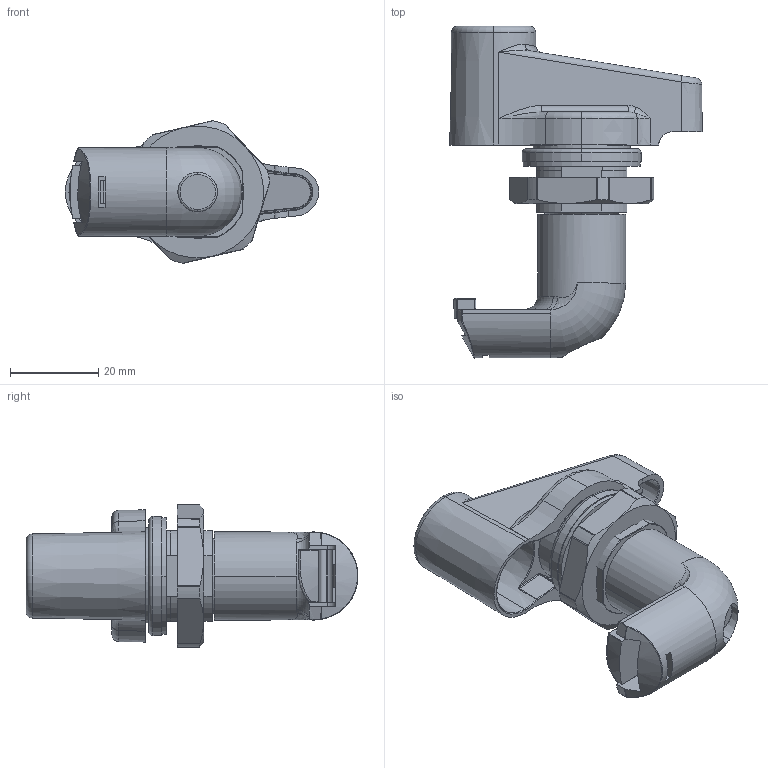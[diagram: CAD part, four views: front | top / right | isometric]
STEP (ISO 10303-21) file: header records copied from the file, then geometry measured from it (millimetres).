
FILE_DESCRIPTION (( 'STEP AP214' ), '1' );
FILE_NAME ('21620001.STEP', '2008-12-05T08:53:34', ( ' ' ), ( '' ), 'SwSTEP 2.0', 'SolidWorks 2008', '' );
FILE_SCHEMA (( 'AUTOMOTIVE_DESIGN' ));
Length unit declared in the file: millimetre
Products named in the file (13): 94408_Standard; 93034_Standard; 83054_Standard; 94078_Standard; 94400_Standard; 94407_Standard; 82204_Standard; 94402_Standard; 82171_Standard; 84206_Standard; 94405_Standard; 21620001
Assembly tree (12 placements, depth 3):
  21620001
    83054_Standard
    94407_Standard
    82171_Standard
    94402_Standard
    94400_Standard
    94405_Standard
      94405_Standard
      84206_Standard
    82204_Standard
    93034_Standard
    94408_Standard
    94078_Standard
Bounding box: 57.43 x 75.3 x 32.36 mm (x, y, z)
Volume: 31418.7 mm3; surface area: 23324.2 mm2
Topology: 11 solids, 11 shells, 1108 faces, 3036 edges, 1944 vertices
Faces by surface type: plane 548, cylinder 335, bspline 94, torus 80, cone 41, sphere 10
Entity records: 38167 total; most frequent: CARTESIAN_POINT 9799, ORIENTED_EDGE 6030, DIRECTION 5709, EDGE_CURVE 3015, VERTEX_POINT 1944, AXIS2_PLACEMENT_3D 1941, VECTOR 1827, LINE 1827
